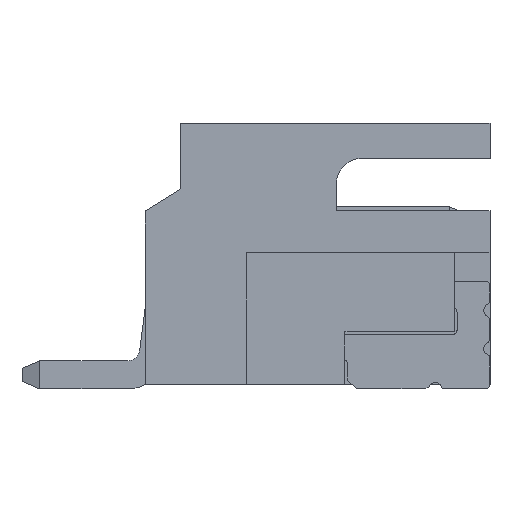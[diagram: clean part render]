
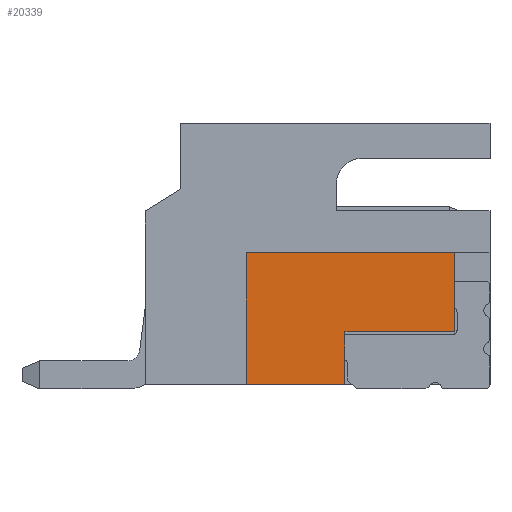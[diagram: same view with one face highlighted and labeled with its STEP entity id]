
A CAD part, left-side view. The second image highlights one B-rep face of the part: STEP entity #20339.
In plain terms, the highlighted planar face has unit normal (-1, 0, 0).
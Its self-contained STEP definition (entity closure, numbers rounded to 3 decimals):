
#14439 = PLANE('',#14440);
#14440 = AXIS2_PLACEMENT_3D('',#14441,#14442,#14443);
#14441 = CARTESIAN_POINT('',(-8.75,0.325,3.1));
#14442 = DIRECTION('',(0.,0.,-1.));
#14443 = DIRECTION('',(0.,-1.,0.));
#14467 = PLANE('',#14468);
#14468 = AXIS2_PLACEMENT_3D('',#14469,#14470,#14471);
#14469 = CARTESIAN_POINT('',(-8.75,0.325,0.1));
#14470 = DIRECTION('',(0.,-1.,0.));
#14471 = DIRECTION('',(0.,0.,1.));
#14495 = PLANE('',#14496);
#14496 = AXIS2_PLACEMENT_3D('',#14497,#14498,#14499);
#14497 = CARTESIAN_POINT('',(0.,-1.3,0.1));
#14498 = DIRECTION('',(0.,0.,1.));
#14499 = DIRECTION('',(1.,0.,-0.));
#18083 = VERTEX_POINT('',#18084);
#18084 = CARTESIAN_POINT('',(-10.,0.325,0.1));
#18105 = EDGE_CURVE('',#18106,#18083,#18108,.T.);
#18106 = VERTEX_POINT('',#18107);
#18107 = CARTESIAN_POINT('',(-10.,-1.925,0.1));
#18108 = SURFACE_CURVE('',#18109,(#18113,#18120),.PCURVE_S1.);
#18109 = LINE('',#18110,#18111);
#18110 = CARTESIAN_POINT('',(-10.,-1.925,0.1));
#18111 = VECTOR('',#18112,1.);
#18112 = DIRECTION('',(0.,1.,0.));
#18113 = PCURVE('',#14495,#18114);
#18114 = DEFINITIONAL_REPRESENTATION('',(#18115),#18119);
#18115 = LINE('',#18116,#18117);
#18116 = CARTESIAN_POINT('',(-10.,-0.625));
#18117 = VECTOR('',#18118,1.);
#18118 = DIRECTION('',(0.,1.));
#18119 = ( GEOMETRIC_REPRESENTATION_CONTEXT(2) 
PARAMETRIC_REPRESENTATION_CONTEXT() REPRESENTATION_CONTEXT('2D SPACE',''
  ) );
#18120 = PCURVE('',#18121,#18126);
#18121 = PLANE('',#18122);
#18122 = AXIS2_PLACEMENT_3D('',#18123,#18124,#18125);
#18123 = CARTESIAN_POINT('',(-10.,-1.3,0.1));
#18124 = DIRECTION('',(1.,0.,0.));
#18125 = DIRECTION('',(-0.,1.,0.));
#18126 = DEFINITIONAL_REPRESENTATION('',(#18127),#18131);
#18127 = LINE('',#18128,#18129);
#18128 = CARTESIAN_POINT('',(-0.625,0.));
#18129 = VECTOR('',#18130,1.);
#18130 = DIRECTION('',(1.,0.));
#18131 = ( GEOMETRIC_REPRESENTATION_CONTEXT(2) 
PARAMETRIC_REPRESENTATION_CONTEXT() REPRESENTATION_CONTEXT('2D SPACE',''
  ) );
#18149 = PLANE('',#18150);
#18150 = AXIS2_PLACEMENT_3D('',#18151,#18152,#18153);
#18151 = CARTESIAN_POINT('',(-8.75,-1.925,1.3));
#18152 = DIRECTION('',(0.,1.,0.));
#18153 = DIRECTION('',(0.,0.,-1.));
#19680 = VERTEX_POINT('',#19681);
#19681 = CARTESIAN_POINT('',(-10.,0.325,3.1));
#19702 = EDGE_CURVE('',#18083,#19680,#19703,.T.);
#19703 = SURFACE_CURVE('',#19704,(#19708,#19715),.PCURVE_S1.);
#19704 = LINE('',#19705,#19706);
#19705 = CARTESIAN_POINT('',(-10.,0.325,0.1));
#19706 = VECTOR('',#19707,1.);
#19707 = DIRECTION('',(0.,0.,1.));
#19708 = PCURVE('',#14467,#19709);
#19709 = DEFINITIONAL_REPRESENTATION('',(#19710),#19714);
#19710 = LINE('',#19711,#19712);
#19711 = CARTESIAN_POINT('',(0.,1.25));
#19712 = VECTOR('',#19713,1.);
#19713 = DIRECTION('',(1.,0.));
#19714 = ( GEOMETRIC_REPRESENTATION_CONTEXT(2) 
PARAMETRIC_REPRESENTATION_CONTEXT() REPRESENTATION_CONTEXT('2D SPACE',''
  ) );
#19715 = PCURVE('',#18121,#19716);
#19716 = DEFINITIONAL_REPRESENTATION('',(#19717),#19721);
#19717 = LINE('',#19718,#19719);
#19718 = CARTESIAN_POINT('',(1.625,0.));
#19719 = VECTOR('',#19720,1.);
#19720 = DIRECTION('',(0.,1.));
#19721 = ( GEOMETRIC_REPRESENTATION_CONTEXT(2) 
PARAMETRIC_REPRESENTATION_CONTEXT() REPRESENTATION_CONTEXT('2D SPACE',''
  ) );
#19752 = VERTEX_POINT('',#19753);
#19753 = CARTESIAN_POINT('',(-10.,-4.425,3.1));
#19767 = PLANE('',#19768);
#19768 = AXIS2_PLACEMENT_3D('',#19769,#19770,#19771);
#19769 = CARTESIAN_POINT('',(-8.75,-4.425,3.1));
#19770 = DIRECTION('',(0.,1.,0.));
#19771 = DIRECTION('',(0.,0.,-1.));
#19779 = EDGE_CURVE('',#19680,#19752,#19780,.T.);
#19780 = SURFACE_CURVE('',#19781,(#19785,#19792),.PCURVE_S1.);
#19781 = LINE('',#19782,#19783);
#19782 = CARTESIAN_POINT('',(-10.,0.325,3.1));
#19783 = VECTOR('',#19784,1.);
#19784 = DIRECTION('',(0.,-1.,0.));
#19785 = PCURVE('',#14439,#19786);
#19786 = DEFINITIONAL_REPRESENTATION('',(#19787),#19791);
#19787 = LINE('',#19788,#19789);
#19788 = CARTESIAN_POINT('',(0.,1.25));
#19789 = VECTOR('',#19790,1.);
#19790 = DIRECTION('',(1.,0.));
#19791 = ( GEOMETRIC_REPRESENTATION_CONTEXT(2) 
PARAMETRIC_REPRESENTATION_CONTEXT() REPRESENTATION_CONTEXT('2D SPACE',''
  ) );
#19792 = PCURVE('',#18121,#19793);
#19793 = DEFINITIONAL_REPRESENTATION('',(#19794),#19798);
#19794 = LINE('',#19795,#19796);
#19795 = CARTESIAN_POINT('',(1.625,3.));
#19796 = VECTOR('',#19797,1.);
#19797 = DIRECTION('',(-1.,0.));
#19798 = ( GEOMETRIC_REPRESENTATION_CONTEXT(2) 
PARAMETRIC_REPRESENTATION_CONTEXT() REPRESENTATION_CONTEXT('2D SPACE',''
  ) );
#19822 = PLANE('',#19823);
#19823 = AXIS2_PLACEMENT_3D('',#19824,#19825,#19826);
#19824 = CARTESIAN_POINT('',(-8.75,-4.425,1.3));
#19825 = DIRECTION('',(0.,0.,1.));
#19826 = DIRECTION('',(0.,1.,0.));
#20127 = VERTEX_POINT('',#20128);
#20128 = CARTESIAN_POINT('',(-10.,-1.925,1.3));
#20149 = EDGE_CURVE('',#20150,#20127,#20152,.T.);
#20150 = VERTEX_POINT('',#20151);
#20151 = CARTESIAN_POINT('',(-10.,-4.425,1.3));
#20152 = SURFACE_CURVE('',#20153,(#20157,#20164),.PCURVE_S1.);
#20153 = LINE('',#20154,#20155);
#20154 = CARTESIAN_POINT('',(-10.,-4.425,1.3));
#20155 = VECTOR('',#20156,1.);
#20156 = DIRECTION('',(0.,1.,0.));
#20157 = PCURVE('',#19822,#20158);
#20158 = DEFINITIONAL_REPRESENTATION('',(#20159),#20163);
#20159 = LINE('',#20160,#20161);
#20160 = CARTESIAN_POINT('',(0.,1.25));
#20161 = VECTOR('',#20162,1.);
#20162 = DIRECTION('',(1.,0.));
#20163 = ( GEOMETRIC_REPRESENTATION_CONTEXT(2) 
PARAMETRIC_REPRESENTATION_CONTEXT() REPRESENTATION_CONTEXT('2D SPACE',''
  ) );
#20164 = PCURVE('',#18121,#20165);
#20165 = DEFINITIONAL_REPRESENTATION('',(#20166),#20170);
#20166 = LINE('',#20167,#20168);
#20167 = CARTESIAN_POINT('',(-3.125,1.2));
#20168 = VECTOR('',#20169,1.);
#20169 = DIRECTION('',(1.,0.));
#20170 = ( GEOMETRIC_REPRESENTATION_CONTEXT(2) 
PARAMETRIC_REPRESENTATION_CONTEXT() REPRESENTATION_CONTEXT('2D SPACE',''
  ) );
#20296 = EDGE_CURVE('',#20127,#18106,#20297,.T.);
#20297 = SURFACE_CURVE('',#20298,(#20302,#20309),.PCURVE_S1.);
#20298 = LINE('',#20299,#20300);
#20299 = CARTESIAN_POINT('',(-10.,-1.925,1.3));
#20300 = VECTOR('',#20301,1.);
#20301 = DIRECTION('',(0.,0.,-1.));
#20302 = PCURVE('',#18149,#20303);
#20303 = DEFINITIONAL_REPRESENTATION('',(#20304),#20308);
#20304 = LINE('',#20305,#20306);
#20305 = CARTESIAN_POINT('',(0.,1.25));
#20306 = VECTOR('',#20307,1.);
#20307 = DIRECTION('',(1.,0.));
#20308 = ( GEOMETRIC_REPRESENTATION_CONTEXT(2) 
PARAMETRIC_REPRESENTATION_CONTEXT() REPRESENTATION_CONTEXT('2D SPACE',''
  ) );
#20309 = PCURVE('',#18121,#20310);
#20310 = DEFINITIONAL_REPRESENTATION('',(#20311),#20315);
#20311 = LINE('',#20312,#20313);
#20312 = CARTESIAN_POINT('',(-0.625,1.2));
#20313 = VECTOR('',#20314,1.);
#20314 = DIRECTION('',(0.,-1.));
#20315 = ( GEOMETRIC_REPRESENTATION_CONTEXT(2) 
PARAMETRIC_REPRESENTATION_CONTEXT() REPRESENTATION_CONTEXT('2D SPACE',''
  ) );
#20339 = ADVANCED_FACE('',(#20340),#18121,.F.);
#20340 = FACE_BOUND('',#20341,.F.);
#20341 = EDGE_LOOP('',(#20342,#20343,#20344,#20345,#20366,#20367));
#20342 = ORIENTED_EDGE('',*,*,#18105,.T.);
#20343 = ORIENTED_EDGE('',*,*,#19702,.T.);
#20344 = ORIENTED_EDGE('',*,*,#19779,.T.);
#20345 = ORIENTED_EDGE('',*,*,#20346,.T.);
#20346 = EDGE_CURVE('',#19752,#20150,#20347,.T.);
#20347 = SURFACE_CURVE('',#20348,(#20352,#20359),.PCURVE_S1.);
#20348 = LINE('',#20349,#20350);
#20349 = CARTESIAN_POINT('',(-10.,-4.425,3.1));
#20350 = VECTOR('',#20351,1.);
#20351 = DIRECTION('',(0.,0.,-1.));
#20352 = PCURVE('',#18121,#20353);
#20353 = DEFINITIONAL_REPRESENTATION('',(#20354),#20358);
#20354 = LINE('',#20355,#20356);
#20355 = CARTESIAN_POINT('',(-3.125,3.));
#20356 = VECTOR('',#20357,1.);
#20357 = DIRECTION('',(0.,-1.));
#20358 = ( GEOMETRIC_REPRESENTATION_CONTEXT(2) 
PARAMETRIC_REPRESENTATION_CONTEXT() REPRESENTATION_CONTEXT('2D SPACE',''
  ) );
#20359 = PCURVE('',#19767,#20360);
#20360 = DEFINITIONAL_REPRESENTATION('',(#20361),#20365);
#20361 = LINE('',#20362,#20363);
#20362 = CARTESIAN_POINT('',(0.,1.25));
#20363 = VECTOR('',#20364,1.);
#20364 = DIRECTION('',(1.,0.));
#20365 = ( GEOMETRIC_REPRESENTATION_CONTEXT(2) 
PARAMETRIC_REPRESENTATION_CONTEXT() REPRESENTATION_CONTEXT('2D SPACE',''
  ) );
#20366 = ORIENTED_EDGE('',*,*,#20149,.T.);
#20367 = ORIENTED_EDGE('',*,*,#20296,.T.);
